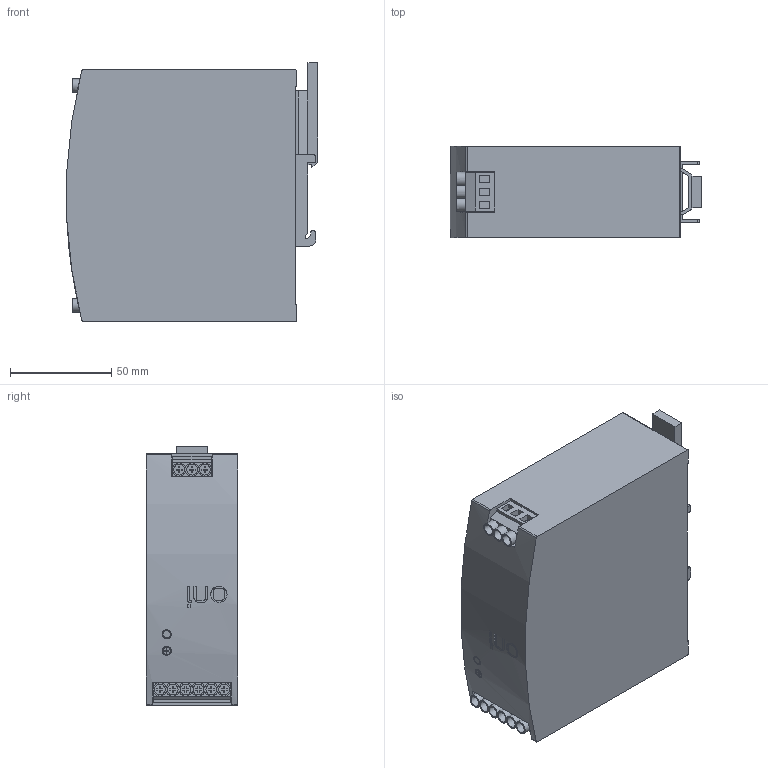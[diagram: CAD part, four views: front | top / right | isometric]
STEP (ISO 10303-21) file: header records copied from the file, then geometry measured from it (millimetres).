
FILE_DESCRIPTION(('STEP AP203'), '1');
FILE_NAME('Áëîê ïèòàíèÿ OPS 220B AC 12B DC 120Âò ONI', '', ('UNSPECIFIED'), ('UNSPECIFIED'), 'ASCON STEP Converter 1.6', 'ASCON Math Kernel', '');
FILE_SCHEMA(('CONFIG_CONTROL_DESIGN'));
Length unit declared in the file: millimetre
Bounding box: 123.98 x 45 x 127.5 mm (x, y, z)
Volume: 621694.2 mm3; surface area: 56564.3 mm2
Topology: 1 solids, 1 shells, 368 faces, 977 edges, 647 vertices
Faces by surface type: plane 296, cylinder 70, bspline 2
Full cylindrical faces by diameter (mm): 4.2 x2, 4.5 x2, 5.3 x9, 8 x1
Entity records: 15413 total; most frequent: CARTESIAN_POINT 3256, ORIENTED_EDGE 1916, DIRECTION 1811, EDGE_CURVE 958, LINE 793, VECTOR 793, VERTEX_POINT 644, AXIS2_PLACEMENT_3D 509
